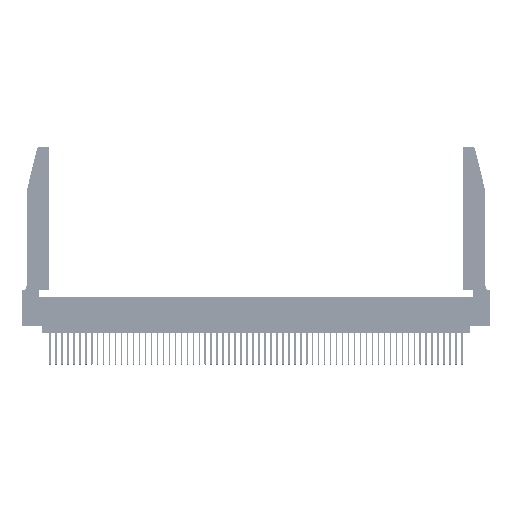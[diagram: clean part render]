
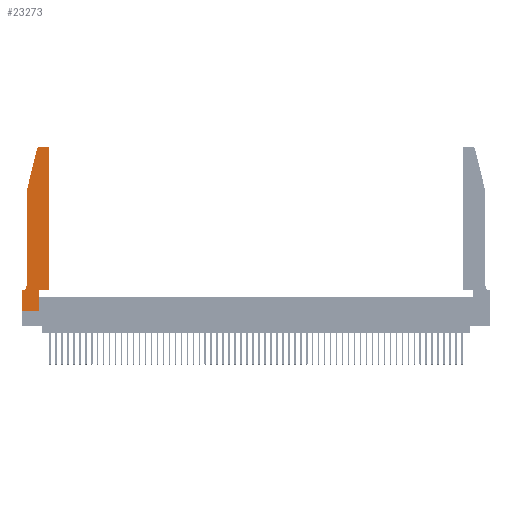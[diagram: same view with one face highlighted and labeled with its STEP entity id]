
A CAD part, top view. The second image highlights one B-rep face of the part: STEP entity #23273.
In plain terms, the highlighted planar face has unit normal (0, 0, 1).
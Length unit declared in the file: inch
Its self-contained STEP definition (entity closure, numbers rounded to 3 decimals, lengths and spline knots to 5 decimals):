
#321 = CARTESIAN_POINT ( 'NONE',  ( 0.4505, 0.35, 0.37 ) ) ;
#834 = LINE ( 'NONE', #53953, #22525 ) ;
#1257 = VECTOR ( 'NONE', #36779, 39.37008 ) ;
#3260 = DIRECTION ( 'NONE',  ( 1., 0., 0. ) ) ;
#3391 = EDGE_CURVE ( 'NONE', #24894, #46754, #40121, .T. ) ;
#4224 = EDGE_CURVE ( 'NONE', #11358, #29937, #41408, .T. ) ;
#4305 = EDGE_CURVE ( 'NONE', #18758, #45428, #48143, .T. ) ;
#6113 = AXIS2_PLACEMENT_3D ( 'NONE', #34146, #55524, #42283 ) ;
#6189 = EDGE_CURVE ( 'NONE', #29937, #48355, #17495, .T. ) ;
#6274 = CARTESIAN_POINT ( 'NONE',  ( 0.4205, 2.75, 0.37 ) ) ;
#6422 = CARTESIAN_POINT ( 'NONE',  ( 0., 0., 0.37 ) ) ;
#6742 = CARTESIAN_POINT ( 'NONE',  ( 0.4505, 0.35, 0.37 ) ) ;
#7647 = EDGE_CURVE ( 'NONE', #44057, #24894, #55651, .T. ) ;
#9155 = AXIS2_PLACEMENT_3D ( 'NONE', #23760, #41560, #46098 ) ;
#10052 = ORIENTED_EDGE ( 'NONE', *, *, #13564, .T. ) ;
#10597 = LINE ( 'NONE', #17069, #45215 ) ;
#10656 = DIRECTION ( 'NONE',  ( -1., 0., 0. ) ) ;
#11358 = VERTEX_POINT ( 'NONE', #26100 ) ;
#11532 = VECTOR ( 'NONE', #36321, 39.37008 ) ;
#12344 = VERTEX_POINT ( 'NONE', #6274 ) ;
#13297 = VERTEX_POINT ( 'NONE', #29529 ) ;
#13535 = CARTESIAN_POINT ( 'NONE',  ( 0.0755, 0.42, 0.37 ) ) ;
#13564 = EDGE_CURVE ( 'NONE', #13297, #17312, #27186, .T. ) ;
#13675 = ORIENTED_EDGE ( 'NONE', *, *, #4305, .T. ) ;
#14479 = CARTESIAN_POINT ( 'NONE',  ( 0., 0., 0.37 ) ) ;
#14632 = CARTESIAN_POINT ( 'NONE',  ( 0.25487, 2.72718, 0.37 ) ) ;
#14705 = CARTESIAN_POINT ( 'NONE',  ( 0.4505, 2.72, 0.37 ) ) ;
#14878 = CARTESIAN_POINT ( 'NONE',  ( 0.4505, 0.35, 0.37 ) ) ;
#15050 = EDGE_CURVE ( 'NONE', #46754, #18758, #25213, .T. ) ;
#15316 = DIRECTION ( 'NONE',  ( 0., 1., 0. ) ) ;
#16040 = EDGE_CURVE ( 'NONE', #12344, #44057, #53631, .T. ) ;
#16547 = ORIENTED_EDGE ( 'NONE', *, *, #3391, .T. ) ;
#17069 = CARTESIAN_POINT ( 'NONE',  ( 0.0755, 0.35, 0.37 ) ) ;
#17312 = VERTEX_POINT ( 'NONE', #6742 ) ;
#17495 = LINE ( 'NONE', #6422, #1257 ) ;
#18563 = EDGE_CURVE ( 'NONE', #17312, #47066, #42503, .T. ) ;
#18758 = VERTEX_POINT ( 'NONE', #13535 ) ;
#19017 = EDGE_LOOP ( 'NONE', ( #48251, #20418, #16547, #23201, #13675, #33533, #27995, #40741, #21155, #10052, #25459, #39486 ) ) ;
#20399 = DIRECTION ( 'NONE',  ( 1., 0., 0. ) ) ;
#20418 = ORIENTED_EDGE ( 'NONE', *, *, #7647, .T. ) ;
#20867 = DIRECTION ( 'NONE',  ( -1., 0., 0. ) ) ;
#21155 = ORIENTED_EDGE ( 'NONE', *, *, #48533, .T. ) ;
#21383 = EDGE_CURVE ( 'NONE', #45428, #11358, #10597, .T. ) ;
#21908 = DIRECTION ( 'NONE',  ( 0., 1., 0. ) ) ;
#21966 = CARTESIAN_POINT ( 'NONE',  ( 0.0755, 2., 0.37 ) ) ;
#22226 = AXIS2_PLACEMENT_3D ( 'NONE', #46921, #51263, #20399 ) ;
#22525 = VECTOR ( 'NONE', #15316, 39.37008 ) ;
#23201 = ORIENTED_EDGE ( 'NONE', *, *, #15050, .T. ) ;
#23273 = ADVANCED_FACE ( 'NONE', ( #51018 ), #55715, .T. ) ;
#23760 = CARTESIAN_POINT ( 'NONE',  ( 0.0055, 0.42, 0.37 ) ) ;
#24894 = VERTEX_POINT ( 'NONE', #14632 ) ;
#25213 = LINE ( 'NONE', #21966, #46316 ) ;
#25459 = ORIENTED_EDGE ( 'NONE', *, *, #18563, .T. ) ;
#26100 = CARTESIAN_POINT ( 'NONE',  ( 0., 0.35, 0.37 ) ) ;
#26518 = DIRECTION ( 'NONE',  ( 0., -1., 0. ) ) ;
#27186 = LINE ( 'NONE', #14878, #11532 ) ;
#27846 = EDGE_CURVE ( 'NONE', #47066, #12344, #45751, .T. ) ;
#27995 = ORIENTED_EDGE ( 'NONE', *, *, #4224, .T. ) ;
#28511 = CARTESIAN_POINT ( 'NONE',  ( 0.284, 2.75, 0.37 ) ) ;
#28587 = VECTOR ( 'NONE', #52432, 39.37008 ) ;
#29529 = CARTESIAN_POINT ( 'NONE',  ( 0.2865, 0.35, 0.37 ) ) ;
#29937 = VERTEX_POINT ( 'NONE', #14479 ) ;
#33336 = CARTESIAN_POINT ( 'NONE',  ( 0.0755, 2., 0.37 ) ) ;
#33391 = DIRECTION ( 'NONE',  ( 0., 0., 1. ) ) ;
#33533 = ORIENTED_EDGE ( 'NONE', *, *, #21383, .T. ) ;
#34146 = CARTESIAN_POINT ( 'NONE',  ( 0., 0.35, 0.37 ) ) ;
#36321 = DIRECTION ( 'NONE',  ( 1., 0., 0. ) ) ;
#36658 = CARTESIAN_POINT ( 'NONE',  ( 0.2605, 2.75, 0.37 ) ) ;
#36779 = DIRECTION ( 'NONE',  ( 1., 0., 0. ) ) ;
#36853 = CARTESIAN_POINT ( 'NONE',  ( 0., 0., 0.37 ) ) ;
#37921 = CARTESIAN_POINT ( 'NONE',  ( 0.284, 2.72, 0.37 ) ) ;
#38443 = VECTOR ( 'NONE', #21908, 39.37008 ) ;
#39414 = VECTOR ( 'NONE', #10656, 39.37008 ) ;
#39486 = ORIENTED_EDGE ( 'NONE', *, *, #27846, .T. ) ;
#40121 = LINE ( 'NONE', #52246, #28587 ) ;
#40741 = ORIENTED_EDGE ( 'NONE', *, *, #6189, .T. ) ;
#41408 = LINE ( 'NONE', #36853, #53564 ) ;
#41560 = DIRECTION ( 'NONE',  ( 0., 0., -1. ) ) ;
#42283 = DIRECTION ( 'NONE',  ( 1., 0., 0. ) ) ;
#42503 = LINE ( 'NONE', #321, #38443 ) ;
#43067 = AXIS2_PLACEMENT_3D ( 'NONE', #37921, #33391, #3260 ) ;
#44057 = VERTEX_POINT ( 'NONE', #28511 ) ;
#44987 = DIRECTION ( 'NONE',  ( 0., -1., 0. ) ) ;
#45215 = VECTOR ( 'NONE', #20867, 39.37008 ) ;
#45428 = VERTEX_POINT ( 'NONE', #55786 ) ;
#45751 = CIRCLE ( 'NONE', #22226, 0.03 ) ;
#46098 = DIRECTION ( 'NONE',  ( -1., 0., 0. ) ) ;
#46316 = VECTOR ( 'NONE', #26518, 39.37008 ) ;
#46754 = VERTEX_POINT ( 'NONE', #33336 ) ;
#46921 = CARTESIAN_POINT ( 'NONE',  ( 0.4205, 2.72, 0.37 ) ) ;
#47066 = VERTEX_POINT ( 'NONE', #14705 ) ;
#48143 = CIRCLE ( 'NONE', #9155, 0.07 ) ;
#48251 = ORIENTED_EDGE ( 'NONE', *, *, #16040, .T. ) ;
#48355 = VERTEX_POINT ( 'NONE', #53017 ) ;
#48533 = EDGE_CURVE ( 'NONE', #48355, #13297, #834, .T. ) ;
#51018 = FACE_OUTER_BOUND ( 'NONE', #19017, .T. ) ;
#51263 = DIRECTION ( 'NONE',  ( 0., 0., 1. ) ) ;
#52246 = CARTESIAN_POINT ( 'NONE',  ( 0.0755, 2., 0.37 ) ) ;
#52432 = DIRECTION ( 'NONE',  ( -0.239, -0.971, 0. ) ) ;
#53017 = CARTESIAN_POINT ( 'NONE',  ( 0.2865, 0., 0.37 ) ) ;
#53564 = VECTOR ( 'NONE', #44987, 39.37008 ) ;
#53631 = LINE ( 'NONE', #36658, #39414 ) ;
#53953 = CARTESIAN_POINT ( 'NONE',  ( 0.2865, 0.35, 0.37 ) ) ;
#55524 = DIRECTION ( 'NONE',  ( 0., 0., 1. ) ) ;
#55651 = CIRCLE ( 'NONE', #43067, 0.03 ) ;
#55715 = PLANE ( 'NONE',  #6113 ) ;
#55786 = CARTESIAN_POINT ( 'NONE',  ( 0.0055, 0.35, 0.37 ) ) ;
